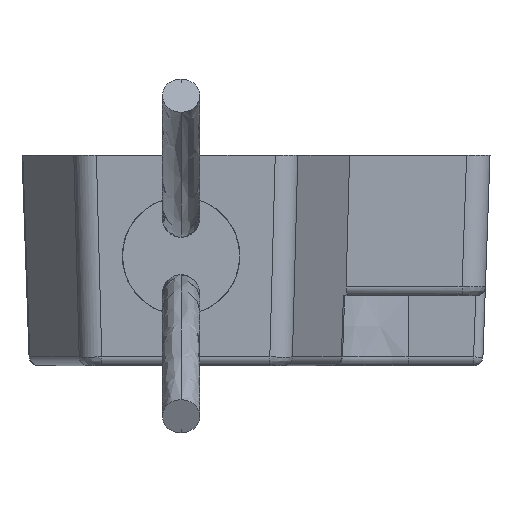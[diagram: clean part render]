
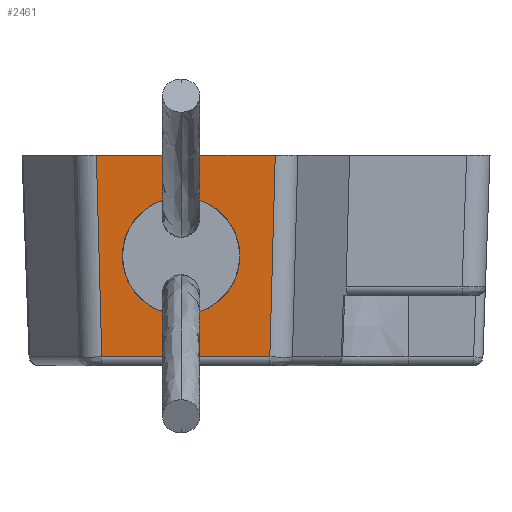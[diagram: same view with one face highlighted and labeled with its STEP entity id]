
A CAD part, front view. The second image highlights one B-rep face of the part: STEP entity #2461.
In plain terms, the highlighted planar face has unit normal (0, -0.999, -0.035).
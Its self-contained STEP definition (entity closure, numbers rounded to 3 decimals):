
#643=CARTESIAN_POINT('',(-5.624,39.368,-1.631));
#649=DIRECTION('',(1.,0.,0.));
#650=VECTOR('',#649,3.822);
#651=CARTESIAN_POINT('',(-9.446,39.368,-1.631));
#652=LINE('',#651,#650);
#657=CARTESIAN_POINT('',(-9.446,39.368,-1.631));
#812=DIRECTION('',(-1.,0.,0.));
#813=VECTOR('',#812,3.591);
#814=CARTESIAN_POINT('',(-5.74,39.518,-5.938));
#815=LINE('',#814,#813);
#816=DIRECTION('',(0.027,0.035,-0.999));
#817=VECTOR('',#816,4.311);
#818=CARTESIAN_POINT('',(-9.446,39.368,-1.631));
#819=LINE('',#818,#817);
#820=DIRECTION('',(-0.027,0.035,-0.999));
#821=VECTOR('',#820,4.311);
#822=CARTESIAN_POINT('',(-5.624,39.368,-1.631));
#823=LINE('',#822,#821);
#824=CARTESIAN_POINT('',(-6.381,39.443,-3.781));
#825=CARTESIAN_POINT('',(-6.381,39.438,-3.633));
#826=CARTESIAN_POINT('',(-6.434,39.427,-3.313));
#827=CARTESIAN_POINT('',(-6.722,39.411,-2.866));
#828=CARTESIAN_POINT('',(-7.094,39.403,-2.627));
#829=CARTESIAN_POINT('',(-7.41,39.4,-2.538));
#830=CARTESIAN_POINT('',(-7.636,39.399,-2.518));
#831=CARTESIAN_POINT('',(-7.863,39.4,-2.538));
#832=CARTESIAN_POINT('',(-8.179,39.403,-2.627));
#833=CARTESIAN_POINT('',(-8.551,39.411,-2.866));
#834=CARTESIAN_POINT('',(-8.839,39.427,-3.313));
#835=CARTESIAN_POINT('',(-8.892,39.438,-3.633));
#836=CARTESIAN_POINT('',(-8.892,39.443,-3.781));
#838=CARTESIAN_POINT('',(-8.892,39.443,-3.781));
#839=CARTESIAN_POINT('',(-8.892,39.448,-3.929));
#840=CARTESIAN_POINT('',(-8.839,39.459,-4.249));
#841=CARTESIAN_POINT('',(-8.551,39.475,-4.696));
#842=CARTESIAN_POINT('',(-8.179,39.483,-4.935));
#843=CARTESIAN_POINT('',(-7.863,39.487,-5.024));
#844=CARTESIAN_POINT('',(-7.636,39.487,-5.043));
#845=CARTESIAN_POINT('',(-7.41,39.487,-5.024));
#846=CARTESIAN_POINT('',(-7.094,39.483,-4.935));
#847=CARTESIAN_POINT('',(-6.722,39.475,-4.696));
#848=CARTESIAN_POINT('',(-6.434,39.459,-4.249));
#849=CARTESIAN_POINT('',(-6.381,39.448,-3.929));
#850=CARTESIAN_POINT('',(-6.381,39.443,-3.781));
#860=CARTESIAN_POINT('',(-5.74,39.518,-5.938));
#1065=VERTEX_POINT('',#643);
#1066=VERTEX_POINT('',#657);
#1081=VERTEX_POINT('',#860);
#1084=CARTESIAN_POINT('',(-9.331,39.518,
-5.938));
#1085=VERTEX_POINT('',#1084);
#1144=VERTEX_POINT('',#824);
#1145=VERTEX_POINT('',#836);
#2443=CARTESIAN_POINT('',(-9.83,39.368,
-1.631));
#2444=DIRECTION('',(0.,-0.999,-0.035));
#2445=DIRECTION('',(1.,0.,0.));
#2446=AXIS2_PLACEMENT_3D('',#2443,#2444,#2445);
#2447=PLANE('',#2446);
#2448=ORIENTED_EDGE('',*,*,#1855,.T.);
#2449=ORIENTED_EDGE('',*,*,#2438,.F.);
#2450=ORIENTED_EDGE('',*,*,#2193,.T.);
#2452=ORIENTED_EDGE('',*,*,#2451,.T.);
#2453=EDGE_LOOP('',(#2448,#2449,#2450,#2452));
#2454=FACE_OUTER_BOUND('',#2453,.F.);
#2456=ORIENTED_EDGE('',*,*,#2455,.T.);
#2458=ORIENTED_EDGE('',*,*,#2457,.T.);
#2459=EDGE_LOOP('',(#2456,#2458));
#2460=FACE_BOUND('',#2459,.F.);
#2461=ADVANCED_FACE('',(#2454,#2460),#2447,.T.);
#837=B_SPLINE_CURVE_WITH_KNOTS('',3,(#824,#825,#826,#827,#828,#829,#830,#831,
#832,#833,#834,#835,#836),.UNSPECIFIED.,.F.,.F.,(4,1,1,1,1,1,1,1,1,1,4),(0.,
0.125,0.25,0.375,0.438,0.5,0.563,0.625,0.75,0.875,1.),
.UNSPECIFIED.);
#851=B_SPLINE_CURVE_WITH_KNOTS('',3,(#838,#839,#840,#841,#842,#843,#844,#845,
#846,#847,#848,#849,#850),.UNSPECIFIED.,.F.,.F.,(4,1,1,1,1,1,1,1,1,1,4),(0.,
0.125,0.25,0.375,0.438,0.5,0.563,0.625,0.75,0.875,1.),
.UNSPECIFIED.);
#1855=EDGE_CURVE('',#1081,#1085,#815,.T.);
#2193=EDGE_CURVE('',#1066,#1065,#652,.T.);
#2438=EDGE_CURVE('',#1066,#1085,#819,.T.);
#2451=EDGE_CURVE('',#1065,#1081,#823,.T.);
#2455=EDGE_CURVE('',#1144,#1145,#837,.T.);
#2457=EDGE_CURVE('',#1145,#1144,#851,.T.);
